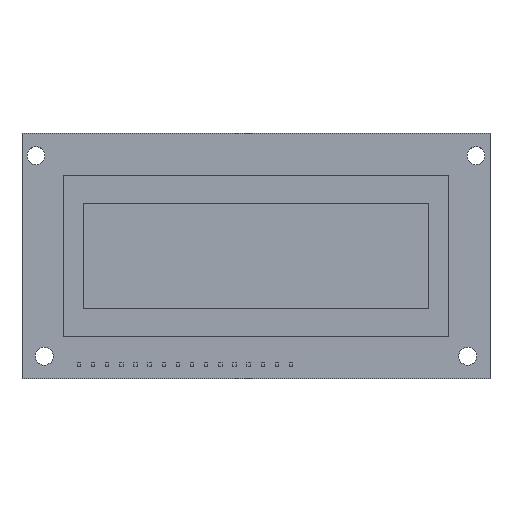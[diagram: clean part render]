
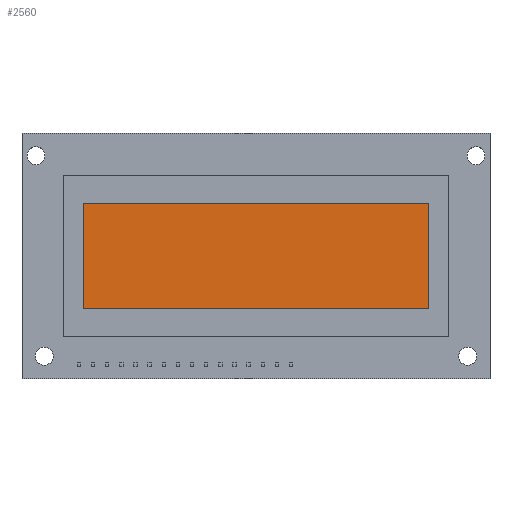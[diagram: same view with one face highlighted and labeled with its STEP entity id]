
A CAD part, top view. The second image highlights one B-rep face of the part: STEP entity #2560.
In plain terms, the highlighted planar face has unit normal (0, 0, 1).
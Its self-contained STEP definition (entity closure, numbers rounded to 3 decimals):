
#2560=ADVANCED_FACE('',(#4609),#4611,.T.);
#4609=FACE_BOUND('',#4610,.T.);
#4610=EDGE_LOOP('',(#6056,#6057,#6058,#6059));
#4611=PLANE('',#4612);
#4612=AXIS2_PLACEMENT_3D('',#4613,#4614,#4615);
#4613=CARTESIAN_POINT('',(0.,0.,6.4));
#4614=DIRECTION('',(0.,0.,1.));
#4615=DIRECTION('',(1.,0.,0.));
#6056=ORIENTED_EDGE('',*,*,#6775,.T.);
#6057=ORIENTED_EDGE('',*,*,#6781,.T.);
#6058=ORIENTED_EDGE('',*,*,#6779,.T.);
#6059=ORIENTED_EDGE('',*,*,#6777,.T.);
#6775=EDGE_CURVE('',#7978,#7976,#7979,.T.);
#6777=EDGE_CURVE('',#7981,#7978,#7982,.T.);
#6779=EDGE_CURVE('',#7984,#7981,#7985,.T.);
#6781=EDGE_CURVE('',#7976,#7984,#7987,.T.);
#7976=VERTEX_POINT('',#10618);
#7978=VERTEX_POINT('',#10622);
#7979=LINE('',#10623,#10624);
#7981=VERTEX_POINT('',#10629);
#7982=LINE('',#10630,#10631);
#7984=VERTEX_POINT('',#10636);
#7985=LINE('',#10637,#10638);
#7987=LINE('',#10643,#10644);
#10618=CARTESIAN_POINT('',(11.,31.5,6.4));
#10622=CARTESIAN_POINT('',(73.,31.5,6.4));
#10623=CARTESIAN_POINT('',(73.,31.5,6.4));
#10624=VECTOR('',#10625,1.);
#10625=DIRECTION('',(-1.,0.,0.));
#10629=CARTESIAN_POINT('',(73.,12.5,6.4));
#10630=CARTESIAN_POINT('',(73.,12.5,6.4));
#10631=VECTOR('',#10632,1.);
#10632=DIRECTION('',(0.,1.,0.));
#10636=CARTESIAN_POINT('',(11.,12.5,6.4));
#10637=CARTESIAN_POINT('',(11.,12.5,6.4));
#10638=VECTOR('',#10639,1.);
#10639=DIRECTION('',(1.,0.,0.));
#10643=CARTESIAN_POINT('',(11.,31.5,6.4));
#10644=VECTOR('',#10645,1.);
#10645=DIRECTION('',(0.,-1.,0.));
